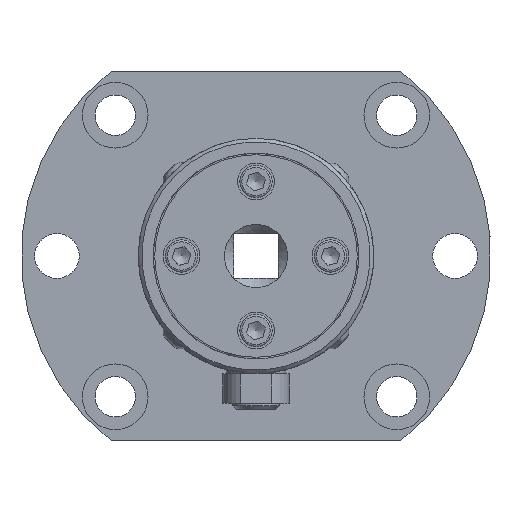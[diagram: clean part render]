
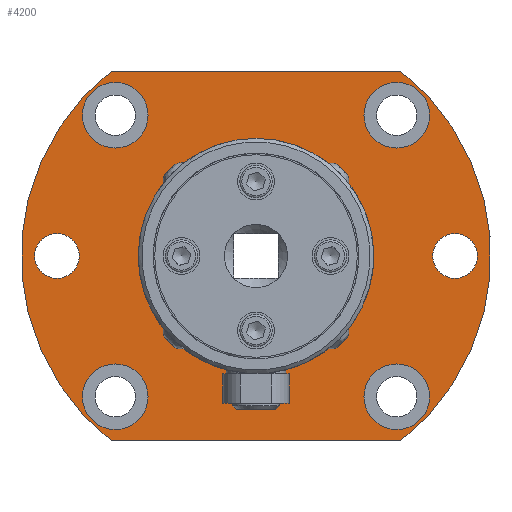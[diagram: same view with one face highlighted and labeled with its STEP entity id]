
A CAD part, front view. The second image highlights one B-rep face of the part: STEP entity #4200.
In plain terms, the highlighted planar face has unit normal (0, -1, 0).
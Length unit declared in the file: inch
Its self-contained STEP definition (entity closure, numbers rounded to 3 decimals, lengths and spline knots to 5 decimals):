
#2312=CARTESIAN_POINT('',(-13.30708,8.35304,18.57552));
#2313=VERTEX_POINT('',#2312);
#2314=CARTESIAN_POINT('',(-13.30708,8.35304,17.58802));
#2315=DIRECTION('',(0.,1.0,0.));
#2316=DIRECTION('',(0.,0.,1.0));
#2317=AXIS2_PLACEMENT_3D('',#2314,#2315,#2316);
#2318=CIRCLE('',#2317,0.9875);
#2319=EDGE_CURVE('',#2313,#2313,#2318,.T.);
#4090=CARTESIAN_POINT('',(-13.30708,8.35304,17.58802));
#4091=DIRECTION('',(0.,-1.0,0.));
#4092=DIRECTION('',(-1.0,0.,0.));
#4093=AXIS2_PLACEMENT_3D('',#4090,#4091,#4092);
#4094=PLANE('',#4093);
#4095=CARTESIAN_POINT('',(-14.52297,8.35304,16.03802));
#4096=VERTEX_POINT('',#4095);
#4097=CARTESIAN_POINT('',(-14.52298,8.35304,19.13802));
#4098=VERTEX_POINT('',#4097);
#4099=CARTESIAN_POINT('',(-13.30708,8.35304,17.58802));
#4100=DIRECTION('',(0.,1.,0.));
#4101=DIRECTION('',(0.617,0.,-0.787));
#4102=AXIS2_PLACEMENT_3D('',#4099,#4100,#4101);
#4103=CIRCLE('',#4102,1.97);
#4104=EDGE_CURVE('',#4096,#4098,#4103,.T.);
#4105=ORIENTED_EDGE('',*,*,#4104,.F.);
#4106=CARTESIAN_POINT('',(-12.09119,8.35304,16.03802));
#4107=VERTEX_POINT('',#4106);
#4108=CARTESIAN_POINT('',(-12.09119,8.35304,16.03802));
#4109=DIRECTION('',(-1.0,0.,0.0));
#4110=VECTOR('',#4109,2.43178);
#4111=LINE('',#4108,#4110);
#4112=EDGE_CURVE('',#4107,#4096,#4111,.T.);
#4113=ORIENTED_EDGE('',*,*,#4112,.F.);
#4114=CARTESIAN_POINT('',(-12.09118,8.35304,19.13802));
#4115=VERTEX_POINT('',#4114);
#4116=CARTESIAN_POINT('',(-13.30708,8.35304,17.58802));
#4117=DIRECTION('',(0.,1.0,0.));
#4118=DIRECTION('',(-0.617,0.,0.787));
#4119=AXIS2_PLACEMENT_3D('',#4116,#4117,#4118);
#4120=CIRCLE('',#4119,1.97);
#4121=EDGE_CURVE('',#4115,#4107,#4120,.T.);
#4122=ORIENTED_EDGE('',*,*,#4121,.F.);
#4123=CARTESIAN_POINT('',(-14.52298,8.35304,19.13802));
#4124=DIRECTION('',(1.0,0.,0.));
#4125=VECTOR('',#4124,2.4318);
#4126=LINE('',#4123,#4125);
#4127=EDGE_CURVE('',#4098,#4115,#4126,.T.);
#4128=ORIENTED_EDGE('',*,*,#4127,.F.);
#4129=EDGE_LOOP('',(#4105,#4113,#4122,#4128));
#4130=FACE_OUTER_BOUND('',#4129,.T.);
#4131=ORIENTED_EDGE('',*,*,#2319,.T.);
#4132=EDGE_LOOP('',(#4131));
#4133=FACE_BOUND('',#4132,.T.);
#4134=CARTESIAN_POINT('',(-11.44958,8.35304,17.58802));
#4135=VERTEX_POINT('',#4134);
#4136=CARTESIAN_POINT('',(-11.63708,8.35304,17.58802));
#4137=DIRECTION('',(0.,1.0,0.));
#4138=DIRECTION('',(1.0,0.,0.));
#4139=AXIS2_PLACEMENT_3D('',#4136,#4137,#4138);
#4140=CIRCLE('',#4139,0.1875);
#4141=EDGE_CURVE('',#4135,#4135,#4140,.T.);
#4142=ORIENTED_EDGE('',*,*,#4141,.T.);
#4143=EDGE_LOOP('',(#4142));
#4144=FACE_BOUND('',#4143,.T.);
#4145=CARTESIAN_POINT('',(-15.16458,8.35304,17.58802));
#4146=VERTEX_POINT('',#4145);
#4147=CARTESIAN_POINT('',(-14.97708,8.35304,17.58802));
#4148=DIRECTION('',(0.,1.0,0.));
#4149=DIRECTION('',(-1.0,0.,0.));
#4150=AXIS2_PLACEMENT_3D('',#4147,#4148,#4149);
#4151=CIRCLE('',#4150,0.1875);
#4152=EDGE_CURVE('',#4146,#4146,#4151,.T.);
#4153=ORIENTED_EDGE('',*,*,#4152,.T.);
#4154=EDGE_LOOP('',(#4153));
#4155=FACE_BOUND('',#4154,.T.);
#4156=CARTESIAN_POINT('',(-12.12621,8.35304,19.04389));
#4157=VERTEX_POINT('',#4156);
#4158=CARTESIAN_POINT('',(-12.12621,8.35304,18.76889));
#4159=DIRECTION('',(0.,1.0,0.));
#4160=DIRECTION('',(0.,0.,1.0));
#4161=AXIS2_PLACEMENT_3D('',#4158,#4159,#4160);
#4162=CIRCLE('',#4161,0.275);
#4163=EDGE_CURVE('',#4157,#4157,#4162,.T.);
#4164=ORIENTED_EDGE('',*,*,#4163,.T.);
#4165=EDGE_LOOP('',(#4164));
#4166=FACE_BOUND('',#4165,.T.);
#4167=CARTESIAN_POINT('',(-11.85121,8.35304,16.40715));
#4168=VERTEX_POINT('',#4167);
#4169=CARTESIAN_POINT('',(-12.12621,8.35304,16.40715));
#4170=DIRECTION('',(0.,1.0,0.));
#4171=DIRECTION('',(1.0,0.,0.));
#4172=AXIS2_PLACEMENT_3D('',#4169,#4170,#4171);
#4173=CIRCLE('',#4172,0.275);
#4174=EDGE_CURVE('',#4168,#4168,#4173,.T.);
#4175=ORIENTED_EDGE('',*,*,#4174,.T.);
#4176=EDGE_LOOP('',(#4175));
#4177=FACE_BOUND('',#4176,.T.);
#4178=CARTESIAN_POINT('',(-14.48795,8.35304,16.13215));
#4179=VERTEX_POINT('',#4178);
#4180=CARTESIAN_POINT('',(-14.48795,8.35304,16.40715));
#4181=DIRECTION('',(0.,1.0,0.));
#4182=DIRECTION('',(0.,0.,-1.0));
#4183=AXIS2_PLACEMENT_3D('',#4180,#4181,#4182);
#4184=CIRCLE('',#4183,0.275);
#4185=EDGE_CURVE('',#4179,#4179,#4184,.T.);
#4186=ORIENTED_EDGE('',*,*,#4185,.T.);
#4187=EDGE_LOOP('',(#4186));
#4188=FACE_BOUND('',#4187,.T.);
#4189=CARTESIAN_POINT('',(-14.76295,8.35304,18.76889));
#4190=VERTEX_POINT('',#4189);
#4191=CARTESIAN_POINT('',(-14.48795,8.35304,18.76889));
#4192=DIRECTION('',(0.,1.0,0.));
#4193=DIRECTION('',(-1.0,0.,0.));
#4194=AXIS2_PLACEMENT_3D('',#4191,#4192,#4193);
#4195=CIRCLE('',#4194,0.275);
#4196=EDGE_CURVE('',#4190,#4190,#4195,.T.);
#4197=ORIENTED_EDGE('',*,*,#4196,.T.);
#4198=EDGE_LOOP('',(#4197));
#4199=FACE_BOUND('',#4198,.T.);
#4200=ADVANCED_FACE('',(#4130,#4133,#4144,#4155,#4166,#4177,#4188,#4199),#4094,.T.);
